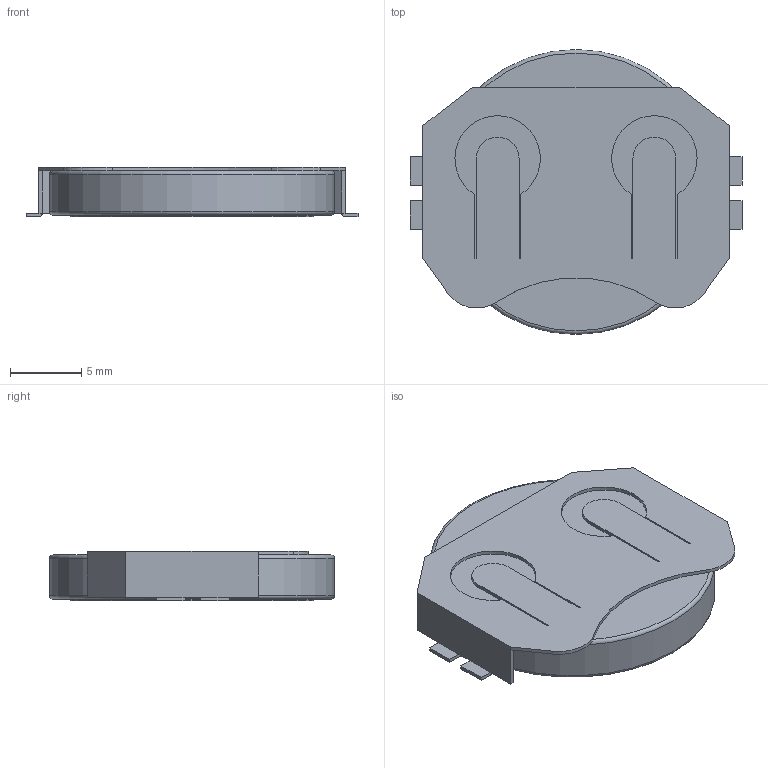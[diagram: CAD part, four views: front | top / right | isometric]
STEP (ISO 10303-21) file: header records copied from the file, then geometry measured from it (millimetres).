
FILE_DESCRIPTION(/* description */ (''),/* implementation_level */ '2;1');
FILE_NAME(/* name */ 'BAT-HLD-001-xx-OTL.step',/* time_stamp */ '2019-11-14T22:26:17+01:00',/* author */ (''),/* organization */ (''),/* preprocessor_version */ 'ST-DEVELOPER v18',/* originating_system */ 'Autodesk Translation Framework v8.12.0.6',/* authorisation */ '');
FILE_SCHEMA (('AUTOMOTIVE_DESIGN { 1 0 10303 214 3 1 1 }'));
Length unit declared in the file: millimetre
Products named in the file (1): (Unsaved)
Bounding box: 23.3 x 20 x 3.45 mm (x, y, z)
Volume: 1082.8 mm3; surface area: 1561.7 mm2
Topology: 2 solids, 2 shells, 73 faces, 186 edges, 118 vertices
Faces by surface type: plane 58, cylinder 13, torus 2
Full cylindrical faces by diameter (mm): 17 x1, 20 x1
Entity records: 2224 total; most frequent: CARTESIAN_POINT 378, ORIENTED_EDGE 372, DIRECTION 368, EDGE_CURVE 186, LINE 152, VECTOR 152, VERTEX_POINT 118, AXIS2_PLACEMENT_3D 108
